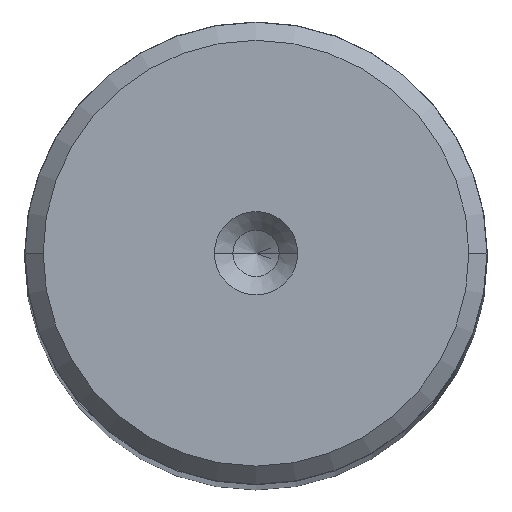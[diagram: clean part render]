
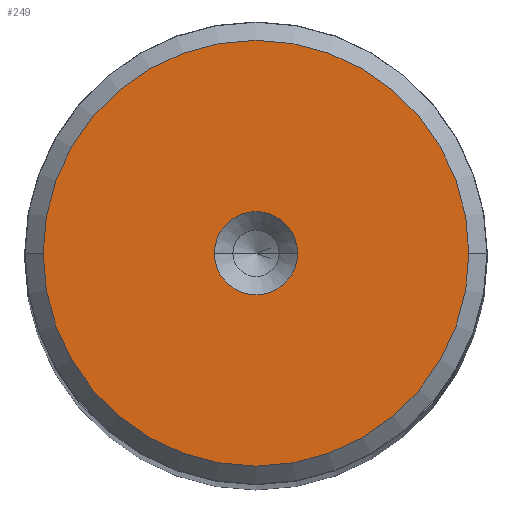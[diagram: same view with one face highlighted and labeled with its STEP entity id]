
A CAD part, top view. The second image highlights one B-rep face of the part: STEP entity #249.
In plain terms, the highlighted planar face has unit normal (0, 0, 1).
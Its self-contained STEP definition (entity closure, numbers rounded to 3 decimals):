
#25 = FACE_BOUND ( 'NONE', #815, .T. ) ;
#81 = DIRECTION ( 'NONE',  ( 1., 0., 0. ) ) ;
#171 = DIRECTION ( 'NONE',  ( 0., 0., 1. ) ) ;
#208 = CIRCLE ( 'NONE', #211, 11.509 ) ;
#211 = AXIS2_PLACEMENT_3D ( 'NONE', #241, #1475, #1257 ) ;
#241 = CARTESIAN_POINT ( 'NONE',  ( 0., 0., 170. ) ) ;
#249 = ADVANCED_FACE ( 'NONE', ( #25, #2163 ), #1744, .T. ) ;
#316 = CARTESIAN_POINT ( 'NONE',  ( -2.25, 0., 170. ) ) ;
#320 = VERTEX_POINT ( 'NONE', #316 ) ;
#424 = ORIENTED_EDGE ( 'NONE', *, *, #1945, .F. ) ;
#511 = ORIENTED_EDGE ( 'NONE', *, *, #2056, .T. ) ;
#658 = CIRCLE ( 'NONE', #761, 2.25 ) ;
#687 = DIRECTION ( 'NONE',  ( 0., 0., 1. ) ) ;
#761 = AXIS2_PLACEMENT_3D ( 'NONE', #2257, #171, #1635 ) ;
#815 = EDGE_LOOP ( 'NONE', ( #424, #1676 ) ) ;
#883 = AXIS2_PLACEMENT_3D ( 'NONE', #1048, #2497, #1246 ) ;
#918 = DIRECTION ( 'NONE',  ( 1., 0., 0. ) ) ;
#974 = EDGE_LOOP ( 'NONE', ( #1729, #511 ) ) ;
#1048 = CARTESIAN_POINT ( 'NONE',  ( 0., 0., 170. ) ) ;
#1246 = DIRECTION ( 'NONE',  ( 1., 0., 0. ) ) ;
#1257 = DIRECTION ( 'NONE',  ( 1., 0., 0. ) ) ;
#1258 = CIRCLE ( 'NONE', #1350, 11.509 ) ;
#1303 = VERTEX_POINT ( 'NONE', #1976 ) ;
#1350 = AXIS2_PLACEMENT_3D ( 'NONE', #1928, #687, #81 ) ;
#1394 = CARTESIAN_POINT ( 'NONE',  ( -11.509, 0., 170. ) ) ;
#1475 = DIRECTION ( 'NONE',  ( 0., 0., 1. ) ) ;
#1524 = EDGE_CURVE ( 'NONE', #320, #1303, #658, .T. ) ;
#1542 = CARTESIAN_POINT ( 'NONE',  ( 0., 0., 170. ) ) ;
#1635 = DIRECTION ( 'NONE',  ( 1., 0., 0. ) ) ;
#1637 = VERTEX_POINT ( 'NONE', #1394 ) ;
#1652 = AXIS2_PLACEMENT_3D ( 'NONE', #1542, #2162, #918 ) ;
#1676 = ORIENTED_EDGE ( 'NONE', *, *, #1524, .F. ) ;
#1729 = ORIENTED_EDGE ( 'NONE', *, *, #2331, .T. ) ;
#1744 = PLANE ( 'NONE',  #1652 ) ;
#1928 = CARTESIAN_POINT ( 'NONE',  ( 0., 0., 170. ) ) ;
#1945 = EDGE_CURVE ( 'NONE', #1303, #320, #2504, .T. ) ;
#1976 = CARTESIAN_POINT ( 'NONE',  ( 2.25, 0., 170. ) ) ;
#2056 = EDGE_CURVE ( 'NONE', #2433, #1637, #1258, .T. ) ;
#2162 = DIRECTION ( 'NONE',  ( 0., 0., 1. ) ) ;
#2163 = FACE_OUTER_BOUND ( 'NONE', #974, .T. ) ;
#2257 = CARTESIAN_POINT ( 'NONE',  ( 0., 0., 170. ) ) ;
#2290 = CARTESIAN_POINT ( 'NONE',  ( 11.509, 0., 170. ) ) ;
#2331 = EDGE_CURVE ( 'NONE', #1637, #2433, #208, .T. ) ;
#2433 = VERTEX_POINT ( 'NONE', #2290 ) ;
#2497 = DIRECTION ( 'NONE',  ( 0., 0., 1. ) ) ;
#2504 = CIRCLE ( 'NONE', #883, 2.25 ) ;
